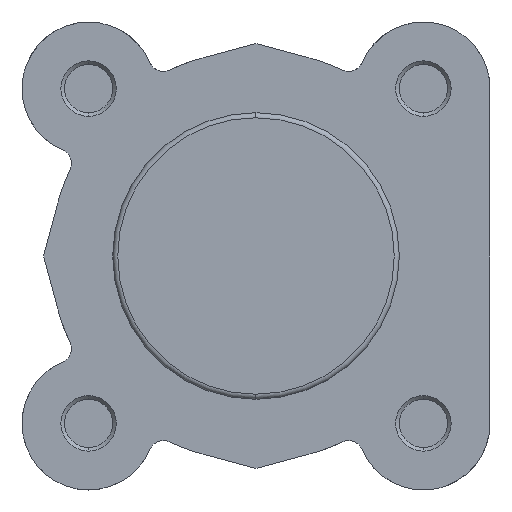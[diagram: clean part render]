
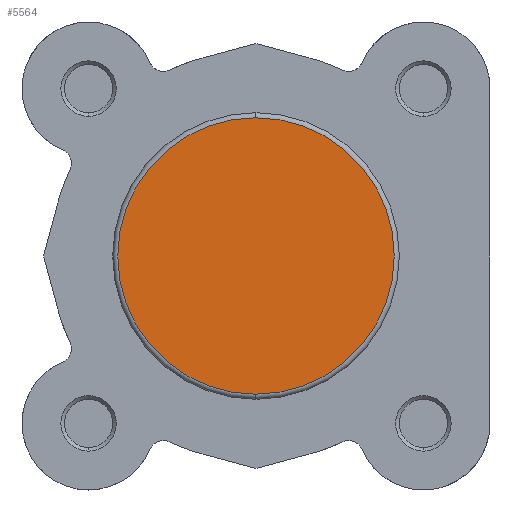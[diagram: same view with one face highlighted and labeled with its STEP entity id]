
A CAD part, left-side view. The second image highlights one B-rep face of the part: STEP entity #5564.
In plain terms, the highlighted planar face has unit normal (-1, 0, 0).
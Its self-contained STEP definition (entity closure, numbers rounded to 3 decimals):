
#35 = CIRCLE ( 'NONE', #5314, 19.2 ) ;
#599 = ORIENTED_EDGE ( 'NONE', *, *, #4901, .T. ) ;
#600 = ORIENTED_EDGE ( 'NONE', *, *, #5011, .T. ) ;
#1642 = AXIS2_PLACEMENT_3D ( 'NONE', #4576, #4579, #4580 ) ;
#1833 = CARTESIAN_POINT ( 'NONE',  ( 0., 0., -19.2 ) ) ;
#1907 = CARTESIAN_POINT ( 'NONE',  ( 0., 0., 19.2 ) ) ;
#2620 = CIRCLE ( 'NONE', #5392, 19.2 ) ;
#3215 = FACE_OUTER_BOUND ( 'NONE', #6902, .T. ) ;
#3511 = CARTESIAN_POINT ( 'NONE',  ( 0., 0., 0. ) ) ;
#3520 = DIRECTION ( 'NONE',  ( -1., 0., 0. ) ) ;
#3521 = DIRECTION ( 'NONE',  ( 0., 0., -1. ) ) ;
#4576 = CARTESIAN_POINT ( 'NONE',  ( 0., 12.5, 0. ) ) ;
#4577 = PLANE ( 'NONE',  #1642 ) ;
#4579 = DIRECTION ( 'NONE',  ( 1., 0., 0. ) ) ;
#4580 = DIRECTION ( 'NONE',  ( 0., 0., -1. ) ) ;
#4901 = EDGE_CURVE ( 'NONE', #5682, #5606, #35, .T. ) ;
#5011 = EDGE_CURVE ( 'NONE', #5606, #5682, #2620, .T. ) ;
#5314 = AXIS2_PLACEMENT_3D ( 'NONE', #6568, #6123, #6631 ) ;
#5392 = AXIS2_PLACEMENT_3D ( 'NONE', #3511, #3520, #3521 ) ;
#5564 = ADVANCED_FACE ( 'NONE', ( #3215 ), #4577, .F. ) ;
#5606 = VERTEX_POINT ( 'NONE', #1833 ) ;
#5682 = VERTEX_POINT ( 'NONE', #1907 ) ;
#6123 = DIRECTION ( 'NONE',  ( -1., 0., 0. ) ) ;
#6568 = CARTESIAN_POINT ( 'NONE',  ( 0., 0., 0. ) ) ;
#6631 = DIRECTION ( 'NONE',  ( 0., 0., -1. ) ) ;
#6902 = EDGE_LOOP ( 'NONE', ( #600, #599 ) ) ;
